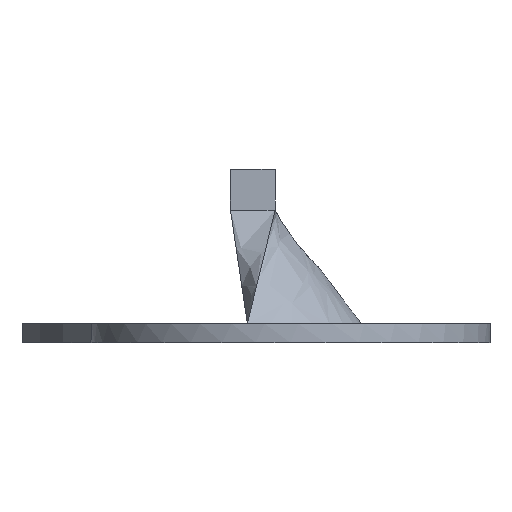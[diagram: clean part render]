
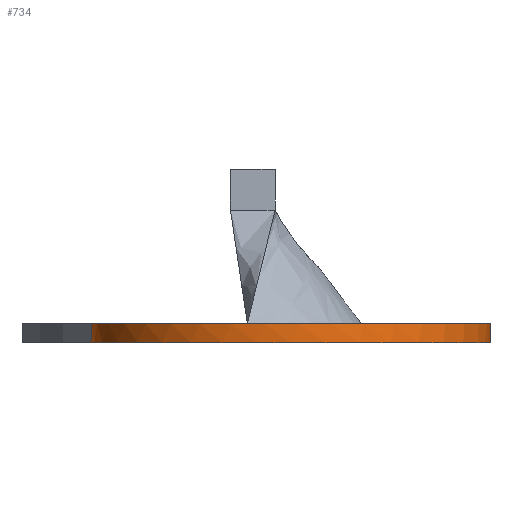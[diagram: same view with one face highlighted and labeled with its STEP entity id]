
A CAD part, front view. The second image highlights one B-rep face of the part: STEP entity #734.
In plain terms, the highlighted cylindrical face has radius 21 mm (diameter 42 mm), a partial arc.
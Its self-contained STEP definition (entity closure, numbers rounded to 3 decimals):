
#22 = VERTEX_POINT('',#23);
#23 = CARTESIAN_POINT('',(-107.33,-28.636,7.
    ));
#33 = CYLINDRICAL_SURFACE('',#34,49.128);
#34 = AXIS2_PLACEMENT_3D('',#35,#36,#37);
#35 = CARTESIAN_POINT('',(-67.41,0.,
    -5.));
#36 = DIRECTION('',(0.,0.,-1.));
#37 = DIRECTION('',(1.,0.,0.));
#45 = PLANE('',#46);
#46 = AXIS2_PLACEMENT_3D('',#47,#48,#49);
#47 = CARTESIAN_POINT('',(-88.269,0.026,
    7.));
#48 = DIRECTION('',(0.,0.,-1.));
#49 = DIRECTION('',(0.,-1.,0.));
#57 = EDGE_CURVE('',#22,#58,#60,.T.);
#58 = VERTEX_POINT('',#59);
#59 = CARTESIAN_POINT('',(-107.33,-28.636,9.
    ));
#60 = SURFACE_CURVE('',#61,(#65,#72),.PCURVE_S1.);
#61 = LINE('',#62,#63);
#62 = CARTESIAN_POINT('',(-107.33,-28.636,
    -5.));
#63 = VECTOR('',#64,1.);
#64 = DIRECTION('',(0.,0.,1.));
#65 = PCURVE('',#33,#66);
#66 = DEFINITIONAL_REPRESENTATION('',(#67),#71);
#67 = LINE('',#68,#69);
#68 = CARTESIAN_POINT('',(2.519,0.));
#69 = VECTOR('',#70,1.);
#70 = DIRECTION('',(0.,-1.));
#71 = ( GEOMETRIC_REPRESENTATION_CONTEXT(2) 
PARAMETRIC_REPRESENTATION_CONTEXT() REPRESENTATION_CONTEXT('2D SPACE',''
  ) );
#72 = PCURVE('',#73,#78);
#73 = CYLINDRICAL_SURFACE('',#74,21.);
#74 = AXIS2_PLACEMENT_3D('',#75,#76,#77);
#75 = CARTESIAN_POINT('',(-86.41,-30.471,9.
    ));
#76 = DIRECTION('',(0.,0.,1.));
#77 = DIRECTION('',(1.,0.,0.));
#78 = DEFINITIONAL_REPRESENTATION('',(#79),#83);
#79 = LINE('',#80,#81);
#80 = CARTESIAN_POINT('',(-9.512,-14.));
#81 = VECTOR('',#82,1.);
#82 = DIRECTION('',(-0.,1.));
#83 = ( GEOMETRIC_REPRESENTATION_CONTEXT(2) 
PARAMETRIC_REPRESENTATION_CONTEXT() REPRESENTATION_CONTEXT('2D SPACE',''
  ) );
#102 = PLANE('',#103);
#103 = AXIS2_PLACEMENT_3D('',#104,#105,#106);
#104 = CARTESIAN_POINT('',(-89.716,0.028,
    9.));
#105 = DIRECTION('',(0.,0.,1.));
#106 = DIRECTION('',(-1.,0.,0.));
#405 = VERTEX_POINT('',#406);
#406 = CARTESIAN_POINT('',(-65.41,-30.471,7.));
#420 = PLANE('',#421);
#421 = AXIS2_PLACEMENT_3D('',#422,#423,#424);
#422 = CARTESIAN_POINT('',(-65.41,-30.471,
    -5.));
#423 = DIRECTION('',(-1.,0.,0.));
#424 = DIRECTION('',(0.,1.,0.));
#431 = EDGE_CURVE('',#432,#405,#434,.T.);
#432 = VERTEX_POINT('',#433);
#433 = CARTESIAN_POINT('',(-66.677,-37.654,
    7.));
#434 = SURFACE_CURVE('',#435,(#440,#451),.PCURVE_S1.);
#435 = CIRCLE('',#436,21.);
#436 = AXIS2_PLACEMENT_3D('',#437,#438,#439);
#437 = CARTESIAN_POINT('',(-86.41,-30.471,
    7.));
#438 = DIRECTION('',(0.,0.,1.));
#439 = DIRECTION('',(1.,0.,0.));
#440 = PCURVE('',#45,#441);
#441 = DEFINITIONAL_REPRESENTATION('',(#442),#450);
#442 = ( BOUNDED_CURVE() B_SPLINE_CURVE(2,(#443,#444,#445,#446,#447,#448
,#449),.UNSPECIFIED.,.T.,.F.) B_SPLINE_CURVE_WITH_KNOTS((1,2,2,2,2,1),(
    -2.094,0.,2.094,4.189,6.283,
8.378),.UNSPECIFIED.) CURVE() GEOMETRIC_REPRESENTATION_ITEM() 
RATIONAL_B_SPLINE_CURVE((1.,0.5,1.,0.5,1.,0.5,1.)) REPRESENTATION_ITEM(
  '') );
#443 = CARTESIAN_POINT('',(30.497,-22.859));
#444 = CARTESIAN_POINT('',(-5.876,-22.859));
#445 = CARTESIAN_POINT('',(12.311,8.641));
#446 = CARTESIAN_POINT('',(30.497,40.141));
#447 = CARTESIAN_POINT('',(48.684,8.641));
#448 = CARTESIAN_POINT('',(66.871,-22.859));
#449 = CARTESIAN_POINT('',(30.497,-22.859));
#450 = ( GEOMETRIC_REPRESENTATION_CONTEXT(2) 
PARAMETRIC_REPRESENTATION_CONTEXT() REPRESENTATION_CONTEXT('2D SPACE',''
  ) );
#451 = PCURVE('',#73,#452);
#452 = DEFINITIONAL_REPRESENTATION('',(#453),#457);
#453 = LINE('',#454,#455);
#454 = CARTESIAN_POINT('',(-12.566,-2.));
#455 = VECTOR('',#456,1.);
#456 = DIRECTION('',(1.,-0.));
#457 = ( GEOMETRIC_REPRESENTATION_CONTEXT(2) 
PARAMETRIC_REPRESENTATION_CONTEXT() REPRESENTATION_CONTEXT('2D SPACE',''
  ) );
#459 = EDGE_CURVE('',#460,#432,#462,.T.);
#460 = VERTEX_POINT('',#461);
#461 = CARTESIAN_POINT('',(-106.144,-37.654,
    7.));
#462 = SURFACE_CURVE('',#463,(#468,#479),.PCURVE_S1.);
#463 = CIRCLE('',#464,21.);
#464 = AXIS2_PLACEMENT_3D('',#465,#466,#467);
#465 = CARTESIAN_POINT('',(-86.41,-30.471,
    7.));
#466 = DIRECTION('',(0.,0.,1.));
#467 = DIRECTION('',(1.,0.,0.));
#468 = PCURVE('',#45,#469);
#469 = DEFINITIONAL_REPRESENTATION('',(#470),#478);
#470 = ( BOUNDED_CURVE() B_SPLINE_CURVE(2,(#471,#472,#473,#474,#475,#476
,#477),.UNSPECIFIED.,.T.,.F.) B_SPLINE_CURVE_WITH_KNOTS((1,2,2,2,2,1),(
    -2.094,0.,2.094,4.189,6.283,
8.378),.UNSPECIFIED.) CURVE() GEOMETRIC_REPRESENTATION_ITEM() 
RATIONAL_B_SPLINE_CURVE((1.,0.5,1.,0.5,1.,0.5,1.)) REPRESENTATION_ITEM(
  '') );
#471 = CARTESIAN_POINT('',(30.497,-22.859));
#472 = CARTESIAN_POINT('',(-5.876,-22.859));
#473 = CARTESIAN_POINT('',(12.311,8.641));
#474 = CARTESIAN_POINT('',(30.497,40.141));
#475 = CARTESIAN_POINT('',(48.684,8.641));
#476 = CARTESIAN_POINT('',(66.871,-22.859));
#477 = CARTESIAN_POINT('',(30.497,-22.859));
#478 = ( GEOMETRIC_REPRESENTATION_CONTEXT(2) 
PARAMETRIC_REPRESENTATION_CONTEXT() REPRESENTATION_CONTEXT('2D SPACE',''
  ) );
#479 = PCURVE('',#73,#480);
#480 = DEFINITIONAL_REPRESENTATION('',(#481),#485);
#481 = LINE('',#482,#483);
#482 = CARTESIAN_POINT('',(-12.566,-2.));
#483 = VECTOR('',#484,1.);
#484 = DIRECTION('',(1.,-0.));
#485 = ( GEOMETRIC_REPRESENTATION_CONTEXT(2) 
PARAMETRIC_REPRESENTATION_CONTEXT() REPRESENTATION_CONTEXT('2D SPACE',''
  ) );
#487 = EDGE_CURVE('',#22,#460,#488,.T.);
#488 = SURFACE_CURVE('',#489,(#494,#505),.PCURVE_S1.);
#489 = CIRCLE('',#490,21.);
#490 = AXIS2_PLACEMENT_3D('',#491,#492,#493);
#491 = CARTESIAN_POINT('',(-86.41,-30.471,
    7.));
#492 = DIRECTION('',(0.,0.,1.));
#493 = DIRECTION('',(1.,0.,0.));
#494 = PCURVE('',#45,#495);
#495 = DEFINITIONAL_REPRESENTATION('',(#496),#504);
#496 = ( BOUNDED_CURVE() B_SPLINE_CURVE(2,(#497,#498,#499,#500,#501,#502
,#503),.UNSPECIFIED.,.T.,.F.) B_SPLINE_CURVE_WITH_KNOTS((1,2,2,2,2,1),(
    -2.094,0.,2.094,4.189,6.283,
8.378),.UNSPECIFIED.) CURVE() GEOMETRIC_REPRESENTATION_ITEM() 
RATIONAL_B_SPLINE_CURVE((1.,0.5,1.,0.5,1.,0.5,1.)) REPRESENTATION_ITEM(
  '') );
#497 = CARTESIAN_POINT('',(30.497,-22.859));
#498 = CARTESIAN_POINT('',(-5.876,-22.859));
#499 = CARTESIAN_POINT('',(12.311,8.641));
#500 = CARTESIAN_POINT('',(30.497,40.141));
#501 = CARTESIAN_POINT('',(48.684,8.641));
#502 = CARTESIAN_POINT('',(66.871,-22.859));
#503 = CARTESIAN_POINT('',(30.497,-22.859));
#504 = ( GEOMETRIC_REPRESENTATION_CONTEXT(2) 
PARAMETRIC_REPRESENTATION_CONTEXT() REPRESENTATION_CONTEXT('2D SPACE',''
  ) );
#505 = PCURVE('',#73,#506);
#506 = DEFINITIONAL_REPRESENTATION('',(#507),#511);
#507 = LINE('',#508,#509);
#508 = CARTESIAN_POINT('',(-12.566,-2.));
#509 = VECTOR('',#510,1.);
#510 = DIRECTION('',(1.,-0.));
#511 = ( GEOMETRIC_REPRESENTATION_CONTEXT(2) 
PARAMETRIC_REPRESENTATION_CONTEXT() REPRESENTATION_CONTEXT('2D SPACE',''
  ) );
#734 = ADVANCED_FACE('',(#735),#73,.T.);
#735 = FACE_BOUND('',#736,.F.);
#736 = EDGE_LOOP('',(#737,#765,#786,#787,#788,#789));
#737 = ORIENTED_EDGE('',*,*,#738,.F.);
#738 = EDGE_CURVE('',#739,#58,#741,.T.);
#739 = VERTEX_POINT('',#740);
#740 = CARTESIAN_POINT('',(-65.41,-30.471,
    9.));
#741 = SURFACE_CURVE('',#742,(#747,#754),.PCURVE_S1.);
#742 = CIRCLE('',#743,21.);
#743 = AXIS2_PLACEMENT_3D('',#744,#745,#746);
#744 = CARTESIAN_POINT('',(-86.41,-30.471,
    9.));
#745 = DIRECTION('',(0.,0.,-1.));
#746 = DIRECTION('',(1.,0.,0.));
#747 = PCURVE('',#73,#748);
#748 = DEFINITIONAL_REPRESENTATION('',(#749),#753);
#749 = LINE('',#750,#751);
#750 = CARTESIAN_POINT('',(-0.,0.));
#751 = VECTOR('',#752,1.);
#752 = DIRECTION('',(-1.,0.));
#753 = ( GEOMETRIC_REPRESENTATION_CONTEXT(2) 
PARAMETRIC_REPRESENTATION_CONTEXT() REPRESENTATION_CONTEXT('2D SPACE',''
  ) );
#754 = PCURVE('',#102,#755);
#755 = DEFINITIONAL_REPRESENTATION('',(#756),#764);
#756 = ( BOUNDED_CURVE() B_SPLINE_CURVE(2,(#757,#758,#759,#760,#761,#762
,#763),.UNSPECIFIED.,.T.,.F.) B_SPLINE_CURVE_WITH_KNOTS((1,2,2,2,2,1),(
    -2.094,0.,2.094,4.189,6.283,
8.378),.UNSPECIFIED.) CURVE() GEOMETRIC_REPRESENTATION_ITEM() 
RATIONAL_B_SPLINE_CURVE((1.,0.5,1.,0.5,1.,0.5,1.)) REPRESENTATION_ITEM(
  '') );
#757 = CARTESIAN_POINT('',(-24.305,30.499));
#758 = CARTESIAN_POINT('',(-24.305,66.872));
#759 = CARTESIAN_POINT('',(7.195,48.686));
#760 = CARTESIAN_POINT('',(38.695,30.499));
#761 = CARTESIAN_POINT('',(7.195,12.313));
#762 = CARTESIAN_POINT('',(-24.305,-5.874));
#763 = CARTESIAN_POINT('',(-24.305,30.499));
#764 = ( GEOMETRIC_REPRESENTATION_CONTEXT(2) 
PARAMETRIC_REPRESENTATION_CONTEXT() REPRESENTATION_CONTEXT('2D SPACE',''
  ) );
#765 = ORIENTED_EDGE('',*,*,#766,.F.);
#766 = EDGE_CURVE('',#405,#739,#767,.T.);
#767 = SURFACE_CURVE('',#768,(#772,#779),.PCURVE_S1.);
#768 = LINE('',#769,#770);
#769 = CARTESIAN_POINT('',(-65.41,-30.471,
    -5.));
#770 = VECTOR('',#771,1.);
#771 = DIRECTION('',(0.,0.,1.));
#772 = PCURVE('',#73,#773);
#773 = DEFINITIONAL_REPRESENTATION('',(#774),#778);
#774 = LINE('',#775,#776);
#775 = CARTESIAN_POINT('',(-6.283,-14.));
#776 = VECTOR('',#777,1.);
#777 = DIRECTION('',(-0.,1.));
#778 = ( GEOMETRIC_REPRESENTATION_CONTEXT(2) 
PARAMETRIC_REPRESENTATION_CONTEXT() REPRESENTATION_CONTEXT('2D SPACE',''
  ) );
#779 = PCURVE('',#420,#780);
#780 = DEFINITIONAL_REPRESENTATION('',(#781),#785);
#781 = LINE('',#782,#783);
#782 = CARTESIAN_POINT('',(0.,0.));
#783 = VECTOR('',#784,1.);
#784 = DIRECTION('',(0.,-1.));
#785 = ( GEOMETRIC_REPRESENTATION_CONTEXT(2) 
PARAMETRIC_REPRESENTATION_CONTEXT() REPRESENTATION_CONTEXT('2D SPACE',''
  ) );
#786 = ORIENTED_EDGE('',*,*,#431,.F.);
#787 = ORIENTED_EDGE('',*,*,#459,.F.);
#788 = ORIENTED_EDGE('',*,*,#487,.F.);
#789 = ORIENTED_EDGE('',*,*,#57,.T.);
